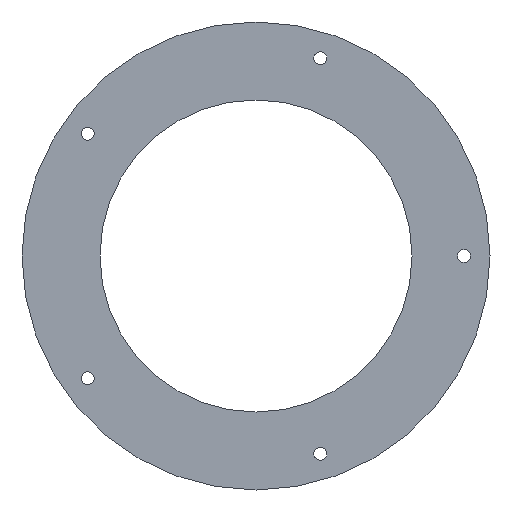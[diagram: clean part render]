
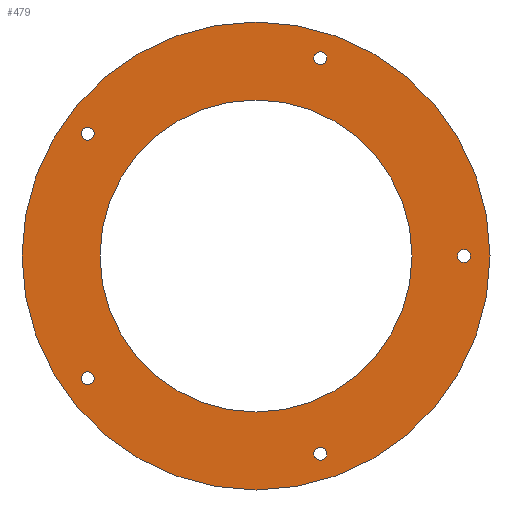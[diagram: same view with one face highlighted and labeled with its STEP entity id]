
A CAD part, front view. The second image highlights one B-rep face of the part: STEP entity #479.
In plain terms, the highlighted planar face has unit normal (0, -1, 0).
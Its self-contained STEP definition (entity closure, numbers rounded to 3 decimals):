
#6 = FACE_BOUND ( 'NONE', #192, .T. ) ;
#11 = EDGE_LOOP ( 'NONE', ( #421, #357 ) ) ;
#17 = CARTESIAN_POINT ( 'NONE',  ( 0., 0., 0. ) ) ;
#20 = CIRCLE ( 'NONE', #515, 1.25 ) ;
#21 = AXIS2_PLACEMENT_3D ( 'NONE', #103, #620, #755 ) ;
#38 = EDGE_CURVE ( 'NONE', #426, #457, #804, .T. ) ;
#56 = CARTESIAN_POINT ( 'NONE',  ( 0., 0., 0. ) ) ;
#61 = CIRCLE ( 'NONE', #460, 1.25 ) ;
#64 = EDGE_CURVE ( 'NONE', #360, #769, #195, .T. ) ;
#67 = DIRECTION ( 'NONE',  ( 0., 1., 0. ) ) ;
#69 = VERTEX_POINT ( 'NONE', #244 ) ;
#72 = AXIS2_PLACEMENT_3D ( 'NONE', #56, #816, #247 ) ;
#74 = ORIENTED_EDGE ( 'NONE', *, *, #248, .T. ) ;
#88 = EDGE_CURVE ( 'NONE', #435, #810, #20, .T. ) ;
#92 = CARTESIAN_POINT ( 'NONE',  ( 0., 0., 0. ) ) ;
#99 = CARTESIAN_POINT ( 'NONE',  ( 40., 0., 0. ) ) ;
#103 = CARTESIAN_POINT ( 'NONE',  ( -32.361, 0., 23.511 ) ) ;
#107 = ORIENTED_EDGE ( 'NONE', *, *, #765, .T. ) ;
#110 = CARTESIAN_POINT ( 'NONE',  ( -32.361, 0., 22.261 ) ) ;
#111 = DIRECTION ( 'NONE',  ( 0., 1., 0. ) ) ;
#112 = ORIENTED_EDGE ( 'NONE', *, *, #380, .T. ) ;
#115 = ORIENTED_EDGE ( 'NONE', *, *, #286, .T. ) ;
#118 = DIRECTION ( 'NONE',  ( 0., 0., 1. ) ) ;
#120 = EDGE_CURVE ( 'NONE', #608, #746, #260, .T. ) ;
#126 = CIRCLE ( 'NONE', #21, 1.25 ) ;
#129 = DIRECTION ( 'NONE',  ( 0., 0., 1. ) ) ;
#130 = CIRCLE ( 'NONE', #157, 45. ) ;
#138 = DIRECTION ( 'NONE',  ( 0., 1., 0. ) ) ;
#157 = AXIS2_PLACEMENT_3D ( 'NONE', #17, #576, #704 ) ;
#158 = DIRECTION ( 'NONE',  ( 0., 0., 1. ) ) ;
#164 = DIRECTION ( 'NONE',  ( 0., 0., 1. ) ) ;
#179 = CIRCLE ( 'NONE', #423, 1.25 ) ;
#180 = CARTESIAN_POINT ( 'NONE',  ( -32.361, 0., -24.761 ) ) ;
#186 = EDGE_CURVE ( 'NONE', #557, #643, #422, .T. ) ;
#192 = EDGE_LOOP ( 'NONE', ( #318, #112 ) ) ;
#194 = CARTESIAN_POINT ( 'NONE',  ( 0., 0., 0. ) ) ;
#195 = CIRCLE ( 'NONE', #815, 1.25 ) ;
#216 = DIRECTION ( 'NONE',  ( 0., 1., 0. ) ) ;
#231 = DIRECTION ( 'NONE',  ( 0., 1., 0. ) ) ;
#235 = DIRECTION ( 'NONE',  ( 0., 1., 0. ) ) ;
#242 = AXIS2_PLACEMENT_3D ( 'NONE', #575, #294, #631 ) ;
#244 = CARTESIAN_POINT ( 'NONE',  ( 12.361, 0., -39.292 ) ) ;
#247 = DIRECTION ( 'NONE',  ( 0., 0., 1. ) ) ;
#248 = EDGE_CURVE ( 'NONE', #343, #666, #685, .T. ) ;
#249 = CARTESIAN_POINT ( 'NONE',  ( 0., 0., -30. ) ) ;
#256 = AXIS2_PLACEMENT_3D ( 'NONE', #731, #272, #158 ) ;
#259 = FACE_BOUND ( 'NONE', #724, .T. ) ;
#260 = CIRCLE ( 'NONE', #644, 1.25 ) ;
#268 = FACE_BOUND ( 'NONE', #603, .T. ) ;
#269 = CARTESIAN_POINT ( 'NONE',  ( -32.361, 0., 23.511 ) ) ;
#270 = EDGE_LOOP ( 'NONE', ( #363, #779 ) ) ;
#272 = DIRECTION ( 'NONE',  ( 0., 1., 0. ) ) ;
#279 = CARTESIAN_POINT ( 'NONE',  ( 40., 0., 0. ) ) ;
#283 = DIRECTION ( 'NONE',  ( 0., 0., 1. ) ) ;
#286 = EDGE_CURVE ( 'NONE', #666, #343, #61, .T. ) ;
#287 = DIRECTION ( 'NONE',  ( 0., 1., 0. ) ) ;
#293 = AXIS2_PLACEMENT_3D ( 'NONE', #194, #67, #584 ) ;
#294 = DIRECTION ( 'NONE',  ( 0., 1., 0. ) ) ;
#298 = EDGE_CURVE ( 'NONE', #457, #426, #394, .T. ) ;
#316 = CARTESIAN_POINT ( 'NONE',  ( 40., 0., 1.25 ) ) ;
#318 = ORIENTED_EDGE ( 'NONE', *, *, #812, .T. ) ;
#325 = ORIENTED_EDGE ( 'NONE', *, *, #504, .F. ) ;
#327 = FACE_BOUND ( 'NONE', #756, .T. ) ;
#328 = DIRECTION ( 'NONE',  ( 0., 0., 1. ) ) ;
#330 = FACE_BOUND ( 'NONE', #270, .T. ) ;
#332 = CARTESIAN_POINT ( 'NONE',  ( 12.361, 0., 38.042 ) ) ;
#335 = EDGE_CURVE ( 'NONE', #810, #435, #126, .T. ) ;
#343 = VERTEX_POINT ( 'NONE', #316 ) ;
#347 = DIRECTION ( 'NONE',  ( 0., 0., 1. ) ) ;
#357 = ORIENTED_EDGE ( 'NONE', *, *, #88, .T. ) ;
#360 = VERTEX_POINT ( 'NONE', #180 ) ;
#361 = CIRCLE ( 'NONE', #242, 1.25 ) ;
#363 = ORIENTED_EDGE ( 'NONE', *, *, #298, .T. ) ;
#364 = AXIS2_PLACEMENT_3D ( 'NONE', #452, #448, #328 ) ;
#372 = ORIENTED_EDGE ( 'NONE', *, *, #186, .F. ) ;
#380 = EDGE_CURVE ( 'NONE', #69, #682, #179, .T. ) ;
#384 = CARTESIAN_POINT ( 'NONE',  ( 12.361, 0., 36.792 ) ) ;
#394 = CIRCLE ( 'NONE', #594, 30. ) ;
#410 = CARTESIAN_POINT ( 'NONE',  ( 12.361, 0., 38.042 ) ) ;
#414 = CARTESIAN_POINT ( 'NONE',  ( -32.361, 0., -22.261 ) ) ;
#418 = CARTESIAN_POINT ( 'NONE',  ( 12.361, 0., -36.792 ) ) ;
#421 = ORIENTED_EDGE ( 'NONE', *, *, #335, .T. ) ;
#422 = CIRCLE ( 'NONE', #364, 45. ) ;
#423 = AXIS2_PLACEMENT_3D ( 'NONE', #805, #235, #118 ) ;
#424 = CARTESIAN_POINT ( 'NONE',  ( -32.361, 0., 24.761 ) ) ;
#426 = VERTEX_POINT ( 'NONE', #249 ) ;
#432 = ORIENTED_EDGE ( 'NONE', *, *, #64, .T. ) ;
#435 = VERTEX_POINT ( 'NONE', #110 ) ;
#448 = DIRECTION ( 'NONE',  ( 0., 1., 0. ) ) ;
#452 = CARTESIAN_POINT ( 'NONE',  ( 0., 0., 0. ) ) ;
#457 = VERTEX_POINT ( 'NONE', #563 ) ;
#460 = AXIS2_PLACEMENT_3D ( 'NONE', #99, #723, #283 ) ;
#464 = DIRECTION ( 'NONE',  ( 0., 1., 0. ) ) ;
#479 = ADVANCED_FACE ( 'NONE', ( #327, #268, #767, #259, #6, #330, #580 ), #512, .F. ) ;
#495 = ORIENTED_EDGE ( 'NONE', *, *, #641, .T. ) ;
#502 = CARTESIAN_POINT ( 'NONE',  ( -32.361, 0., -23.511 ) ) ;
#504 = EDGE_CURVE ( 'NONE', #643, #557, #130, .T. ) ;
#512 = PLANE ( 'NONE',  #293 ) ;
#515 = AXIS2_PLACEMENT_3D ( 'NONE', #269, #464, #586 ) ;
#518 = ORIENTED_EDGE ( 'NONE', *, *, #120, .T. ) ;
#547 = CIRCLE ( 'NONE', #770, 1.25 ) ;
#557 = VERTEX_POINT ( 'NONE', #713 ) ;
#560 = DIRECTION ( 'NONE',  ( 0., 0., 1. ) ) ;
#563 = CARTESIAN_POINT ( 'NONE',  ( 0., 0., 30. ) ) ;
#575 = CARTESIAN_POINT ( 'NONE',  ( 12.361, 0., -38.042 ) ) ;
#576 = DIRECTION ( 'NONE',  ( 0., 1., 0. ) ) ;
#580 = FACE_OUTER_BOUND ( 'NONE', #733, .T. ) ;
#584 = DIRECTION ( 'NONE',  ( 0., 0., 1. ) ) ;
#586 = DIRECTION ( 'NONE',  ( 0., 0., 1. ) ) ;
#594 = AXIS2_PLACEMENT_3D ( 'NONE', #92, #231, #347 ) ;
#600 = CARTESIAN_POINT ( 'NONE',  ( 40., 0., -1.25 ) ) ;
#603 = EDGE_LOOP ( 'NONE', ( #495, #518 ) ) ;
#608 = VERTEX_POINT ( 'NONE', #384 ) ;
#610 = CARTESIAN_POINT ( 'NONE',  ( 12.361, 0., 39.292 ) ) ;
#620 = DIRECTION ( 'NONE',  ( 0., 1., 0. ) ) ;
#631 = DIRECTION ( 'NONE',  ( 0., 0., 1. ) ) ;
#641 = EDGE_CURVE ( 'NONE', #746, #608, #547, .T. ) ;
#643 = VERTEX_POINT ( 'NONE', #787 ) ;
#644 = AXIS2_PLACEMENT_3D ( 'NONE', #332, #138, #129 ) ;
#666 = VERTEX_POINT ( 'NONE', #600 ) ;
#682 = VERTEX_POINT ( 'NONE', #418 ) ;
#685 = CIRCLE ( 'NONE', #791, 1.25 ) ;
#704 = DIRECTION ( 'NONE',  ( 0., 0., 1. ) ) ;
#713 = CARTESIAN_POINT ( 'NONE',  ( 0., 0., 45. ) ) ;
#721 = CIRCLE ( 'NONE', #256, 1.25 ) ;
#723 = DIRECTION ( 'NONE',  ( 0., 1., 0. ) ) ;
#724 = EDGE_LOOP ( 'NONE', ( #107, #432 ) ) ;
#731 = CARTESIAN_POINT ( 'NONE',  ( -32.361, 0., -23.511 ) ) ;
#733 = EDGE_LOOP ( 'NONE', ( #325, #372 ) ) ;
#746 = VERTEX_POINT ( 'NONE', #610 ) ;
#755 = DIRECTION ( 'NONE',  ( 0., 0., 1. ) ) ;
#756 = EDGE_LOOP ( 'NONE', ( #74, #115 ) ) ;
#765 = EDGE_CURVE ( 'NONE', #769, #360, #721, .T. ) ;
#767 = FACE_BOUND ( 'NONE', #11, .T. ) ;
#769 = VERTEX_POINT ( 'NONE', #414 ) ;
#770 = AXIS2_PLACEMENT_3D ( 'NONE', #410, #216, #781 ) ;
#779 = ORIENTED_EDGE ( 'NONE', *, *, #38, .T. ) ;
#781 = DIRECTION ( 'NONE',  ( 0., 0., 1. ) ) ;
#787 = CARTESIAN_POINT ( 'NONE',  ( 0., 0., -45. ) ) ;
#791 = AXIS2_PLACEMENT_3D ( 'NONE', #279, #287, #164 ) ;
#804 = CIRCLE ( 'NONE', #72, 30. ) ;
#805 = CARTESIAN_POINT ( 'NONE',  ( 12.361, 0., -38.042 ) ) ;
#810 = VERTEX_POINT ( 'NONE', #424 ) ;
#812 = EDGE_CURVE ( 'NONE', #682, #69, #361, .T. ) ;
#815 = AXIS2_PLACEMENT_3D ( 'NONE', #502, #111, #560 ) ;
#816 = DIRECTION ( 'NONE',  ( 0., 1., 0. ) ) ;
